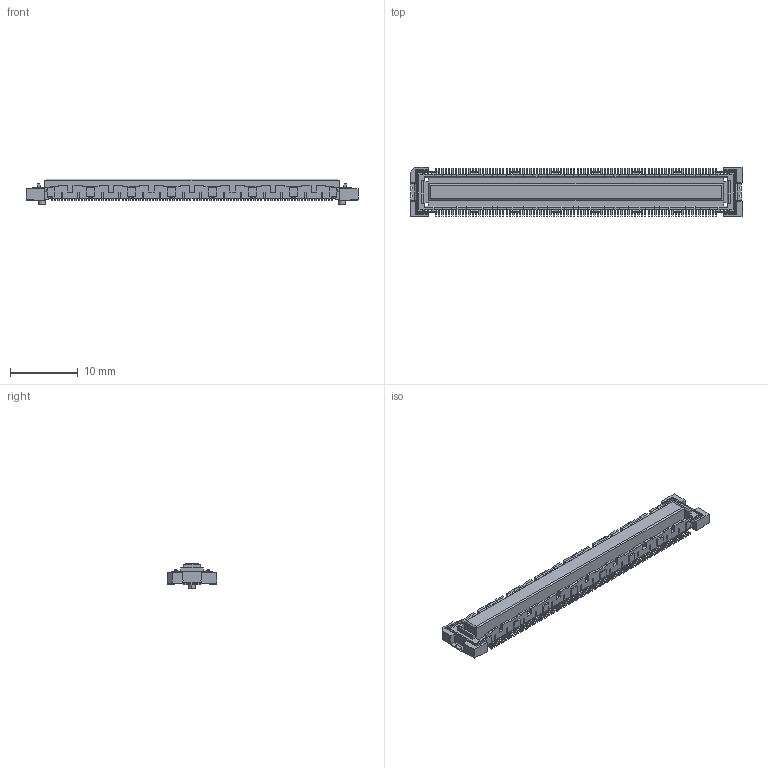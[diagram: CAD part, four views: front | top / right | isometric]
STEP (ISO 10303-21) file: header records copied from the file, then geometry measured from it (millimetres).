
FILE_DESCRIPTION(('FreeCAD Model'),'2;1');
FILE_NAME('FX10A-168S-SV.step','2017-07-12T11:05:06' ,('kicad StepUp'),('ksu MCAD'),'Open CASCADE STEP processor 6.8', 'FreeCAD','Unknown');
FILE_SCHEMA(('AUTOMOTIVE_DESIGN_CC2 { 1 2 10303 214 -1 1 5 4 }'));
Length unit declared in the file: millimetre
Products named in the file (2): ASSEMBLY; FX10A-168S-SV
Assembly tree (1 placements, depth 2):
  ASSEMBLY
    FX10A-168S-SV
Bounding box: 49.1 x 7.3 x 3.8 mm (x, y, z)
Volume: 485.2 mm3; surface area: 1402.8 mm2
Topology: 1 solids, 1 shells, 1866 faces, 4941 edges, 3288 vertices
Faces by surface type: plane 1826, cylinder 36, cone 4
Entity records: 56658 total; most frequent: CARTESIAN_POINT 10097, ORIENTED_EDGE 9882, DIRECTION 8759, EDGE_CURVE 4941, LINE 4859, VECTOR 4859, VERTEX_POINT 3288, FACE_BOUND 2085
